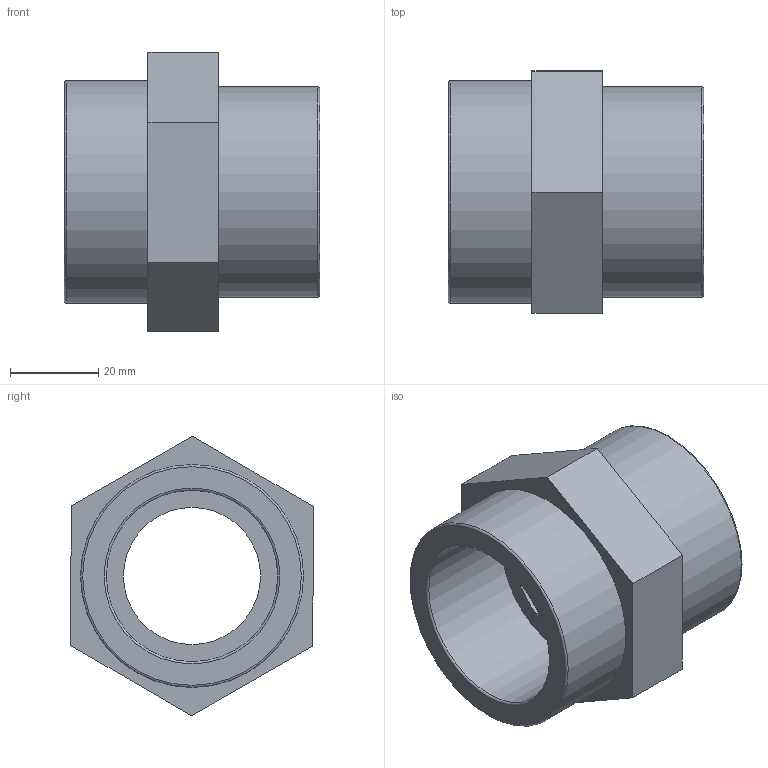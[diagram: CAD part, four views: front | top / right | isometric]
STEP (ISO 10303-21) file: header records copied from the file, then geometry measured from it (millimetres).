
FILE_DESCRIPTION(/* description */ ('PLASSON THREADED REDUCER PVC 1.1/2"-1.1/4"F'),/* implementation_level */ '2;1');
FILE_NAME(/* name */ '050201015013.ipt.stp',/* time_stamp */ '2017-12-07T15:53:21+02:00',/* author */ ('KIM'),/* organization */ (''),/* preprocessor_version */ 'ST-DEVELOPER v15.6',/* originating_system */ 'Autodesk Inventor 2015',/* authorisation */ '');
FILE_SCHEMA (('AUTOMOTIVE_DESIGN { 1 0 10303 214 3 1 1 }'));
Length unit declared in the file: millimetre
Products named in the file (1): 050201015013
Bounding box: 58 x 55.09 x 63.51 mm (x, y, z)
Volume: 58024 mm3; surface area: 19903 mm2
Topology: 1 solids, 1 shells, 21 faces, 41 edges, 26 vertices
Faces by surface type: plane 12, cylinder 5, torus 4
Full cylindrical faces by diameter (mm): 31.162 x1, 38.242 x1, 38.952 x1, 47.803 x1, 50.638 x1
Entity records: 520 total; most frequent: DIRECTION 90, CARTESIAN_POINT 80, ORIENTED_EDGE 64, EDGE_LOOP 36, AXIS2_PLACEMENT_3D 36, EDGE_CURVE 32, VERTEX_POINT 26, FACE_OUTER_BOUND 21
